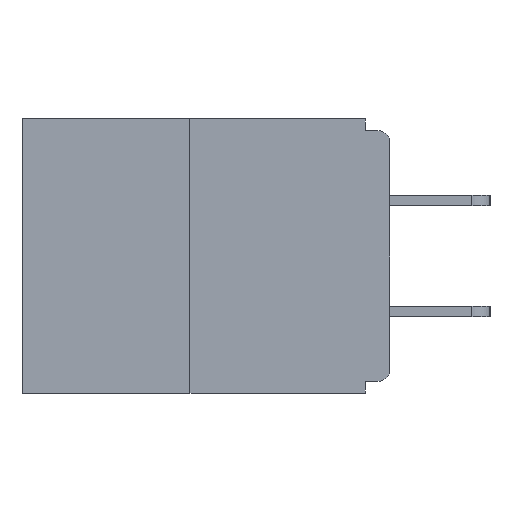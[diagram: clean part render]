
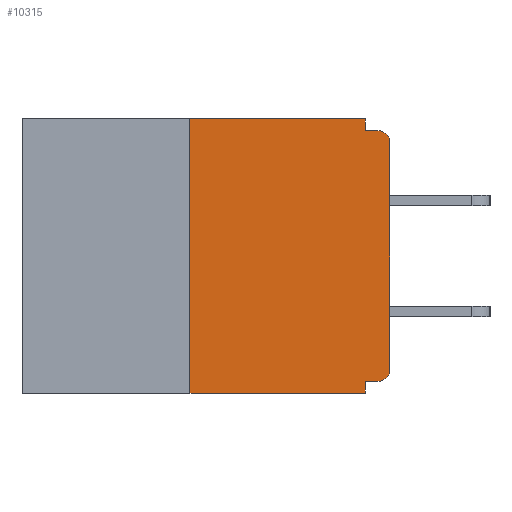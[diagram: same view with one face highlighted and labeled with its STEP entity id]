
A CAD part, left-side view. The second image highlights one B-rep face of the part: STEP entity #10315.
In plain terms, the highlighted planar face has unit normal (-1, 0, 0).
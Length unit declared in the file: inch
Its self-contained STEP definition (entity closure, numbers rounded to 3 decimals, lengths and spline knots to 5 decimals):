
#138 = DIRECTION ( 'NONE',  ( 0., -1., 0. ) ) ;
#322 = VECTOR ( 'NONE', #21031, 39.37008 ) ;
#427 = CARTESIAN_POINT ( 'NONE',  ( 0., 0.015, -0.03 ) ) ;
#724 = DIRECTION ( 'NONE',  ( 1., 0., 0. ) ) ;
#1088 = CARTESIAN_POINT ( 'NONE',  ( 0., 0.015, -0.313 ) ) ;
#1143 = VECTOR ( 'NONE', #138, 39.37008 ) ;
#1587 = CARTESIAN_POINT ( 'NONE',  ( 0., 0.031, -0.015 ) ) ;
#1743 = CARTESIAN_POINT ( 'NONE',  ( 0., 0., -0.328 ) ) ;
#1940 = CARTESIAN_POINT ( 'NONE',  ( 0., 0.46, 0. ) ) ;
#1990 = EDGE_CURVE ( 'NONE', #15720, #4686, #8158, .T. ) ;
#2441 = EDGE_CURVE ( 'NONE', #20872, #4686, #3266, .T. ) ;
#2857 = DIRECTION ( 'NONE',  ( -1., 0., 0. ) ) ;
#2869 = LINE ( 'NONE', #17707, #16196 ) ;
#2888 = CARTESIAN_POINT ( 'NONE',  ( 0., 0.015, -0.015 ) ) ;
#3266 = LINE ( 'NONE', #8338, #3802 ) ;
#3745 = AXIS2_PLACEMENT_3D ( 'NONE', #1088, #2857, #16043 ) ;
#3802 = VECTOR ( 'NONE', #19635, 39.37008 ) ;
#4686 = VERTEX_POINT ( 'NONE', #21726 ) ;
#4919 = VERTEX_POINT ( 'NONE', #2888 ) ;
#5014 = ORIENTED_EDGE ( 'NONE', *, *, #17635, .F. ) ;
#5827 = DIRECTION ( 'NONE',  ( 0., 0., -1. ) ) ;
#5876 = CIRCLE ( 'NONE', #3745, 0.015 ) ;
#6248 = DIRECTION ( 'NONE',  ( 0., 0., 1. ) ) ;
#6409 = VERTEX_POINT ( 'NONE', #9062 ) ;
#6415 = AXIS2_PLACEMENT_3D ( 'NONE', #1940, #724, #10747 ) ;
#6661 = VECTOR ( 'NONE', #6248, 39.37008 ) ;
#7489 = DIRECTION ( 'NONE',  ( -1., 0., 0. ) ) ;
#7725 = ORIENTED_EDGE ( 'NONE', *, *, #14367, .T. ) ;
#8158 = LINE ( 'NONE', #14752, #14317 ) ;
#8338 = CARTESIAN_POINT ( 'NONE',  ( 0., 0.031, -0.343 ) ) ;
#9062 = CARTESIAN_POINT ( 'NONE',  ( 0., 0.015, -0.328 ) ) ;
#9626 = ORIENTED_EDGE ( 'NONE', *, *, #10009, .T. ) ;
#9713 = EDGE_CURVE ( 'NONE', #9891, #17248, #2869, .T. ) ;
#9891 = VERTEX_POINT ( 'NONE', #10246 ) ;
#9938 = ORIENTED_EDGE ( 'NONE', *, *, #13049, .F. ) ;
#9953 = DIRECTION ( 'NONE',  ( 0., 0., 1. ) ) ;
#10009 = EDGE_CURVE ( 'NONE', #13901, #4919, #11296, .T. ) ;
#10246 = CARTESIAN_POINT ( 'NONE',  ( 0., 0.031, 0. ) ) ;
#10315 = ADVANCED_FACE ( 'NONE', ( #20538 ), #18987, .F. ) ;
#10505 = EDGE_LOOP ( 'NONE', ( #15717, #9938, #17351, #18539, #16383, #20752, #7725, #9626, #5014, #14596 ) ) ;
#10558 = VERTEX_POINT ( 'NONE', #15995 ) ;
#10747 = DIRECTION ( 'NONE',  ( 0., 0., -1. ) ) ;
#11231 = EDGE_CURVE ( 'NONE', #20115, #9891, #13368, .T. ) ;
#11296 = CIRCLE ( 'NONE', #20441, 0.015 ) ;
#11755 = DIRECTION ( 'NONE',  ( 0., 1., 0. ) ) ;
#12526 = CARTESIAN_POINT ( 'NONE',  ( 0., 0.25, 0. ) ) ;
#12681 = DIRECTION ( 'NONE',  ( 0., 0., -1. ) ) ;
#13049 = EDGE_CURVE ( 'NONE', #15720, #20115, #14886, .T. ) ;
#13304 = LINE ( 'NONE', #1743, #14341 ) ;
#13368 = LINE ( 'NONE', #20285, #1143 ) ;
#13901 = VERTEX_POINT ( 'NONE', #16584 ) ;
#14295 = CARTESIAN_POINT ( 'NONE',  ( 0., 0., -0.015 ) ) ;
#14317 = VECTOR ( 'NONE', #16269, 39.37008 ) ;
#14341 = VECTOR ( 'NONE', #11755, 39.37008 ) ;
#14367 = EDGE_CURVE ( 'NONE', #10558, #13901, #16763, .T. ) ;
#14596 = ORIENTED_EDGE ( 'NONE', *, *, #9713, .F. ) ;
#14752 = CARTESIAN_POINT ( 'NONE',  ( 0., 0.46, -0.343 ) ) ;
#14886 = LINE ( 'NONE', #21600, #21336 ) ;
#14973 = EDGE_CURVE ( 'NONE', #6409, #10558, #5876, .T. ) ;
#15717 = ORIENTED_EDGE ( 'NONE', *, *, #11231, .F. ) ;
#15720 = VERTEX_POINT ( 'NONE', #17654 ) ;
#15995 = CARTESIAN_POINT ( 'NONE',  ( 0., 0., -0.313 ) ) ;
#16043 = DIRECTION ( 'NONE',  ( 0., 0., -1. ) ) ;
#16196 = VECTOR ( 'NONE', #12681, 39.37008 ) ;
#16269 = DIRECTION ( 'NONE',  ( 0., -1., 0. ) ) ;
#16383 = ORIENTED_EDGE ( 'NONE', *, *, #16714, .F. ) ;
#16450 = CARTESIAN_POINT ( 'NONE',  ( 0., 0., 0. ) ) ;
#16584 = CARTESIAN_POINT ( 'NONE',  ( 0., 0., -0.03 ) ) ;
#16714 = EDGE_CURVE ( 'NONE', #6409, #20872, #13304, .T. ) ;
#16763 = LINE ( 'NONE', #16450, #6661 ) ;
#17248 = VERTEX_POINT ( 'NONE', #1587 ) ;
#17351 = ORIENTED_EDGE ( 'NONE', *, *, #1990, .T. ) ;
#17635 = EDGE_CURVE ( 'NONE', #17248, #4919, #20912, .T. ) ;
#17654 = CARTESIAN_POINT ( 'NONE',  ( 0., 0.25, -0.343 ) ) ;
#17707 = CARTESIAN_POINT ( 'NONE',  ( 0., 0.031, 0. ) ) ;
#18539 = ORIENTED_EDGE ( 'NONE', *, *, #2441, .F. ) ;
#18987 = PLANE ( 'NONE',  #6415 ) ;
#19043 = CARTESIAN_POINT ( 'NONE',  ( 0., 0.031, -0.328 ) ) ;
#19635 = DIRECTION ( 'NONE',  ( 0., 0., -1. ) ) ;
#20115 = VERTEX_POINT ( 'NONE', #12526 ) ;
#20285 = CARTESIAN_POINT ( 'NONE',  ( 0., 0.46, 0. ) ) ;
#20441 = AXIS2_PLACEMENT_3D ( 'NONE', #427, #7489, #5827 ) ;
#20538 = FACE_OUTER_BOUND ( 'NONE', #10505, .T. ) ;
#20752 = ORIENTED_EDGE ( 'NONE', *, *, #14973, .T. ) ;
#20872 = VERTEX_POINT ( 'NONE', #19043 ) ;
#20912 = LINE ( 'NONE', #14295, #322 ) ;
#21031 = DIRECTION ( 'NONE',  ( 0., -1., 0. ) ) ;
#21336 = VECTOR ( 'NONE', #9953, 39.37008 ) ;
#21600 = CARTESIAN_POINT ( 'NONE',  ( 0., 0.25, 0. ) ) ;
#21726 = CARTESIAN_POINT ( 'NONE',  ( 0., 0.031, -0.343 ) ) ;
